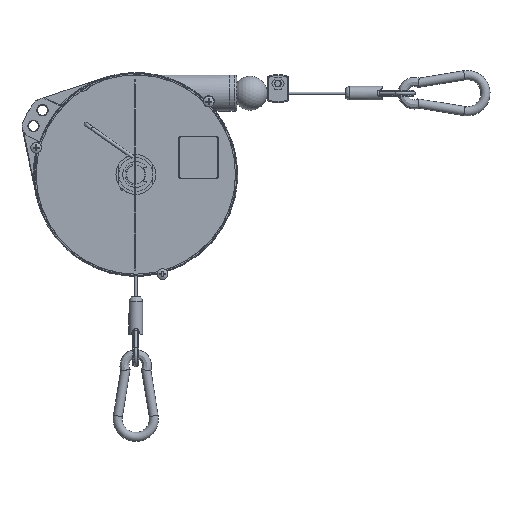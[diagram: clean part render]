
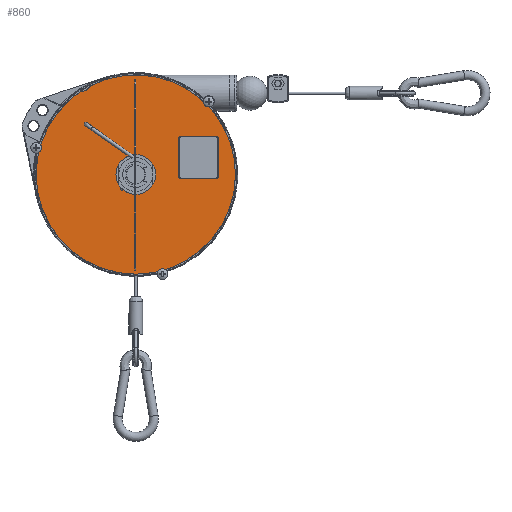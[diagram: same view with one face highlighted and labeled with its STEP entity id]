
A CAD part, left-side view. The second image highlights one B-rep face of the part: STEP entity #860.
In plain terms, the highlighted face is planar.
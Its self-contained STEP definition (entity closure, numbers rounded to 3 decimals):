
#860 = ADVANCED_FACE( '', ( #1767, #1768, #1769 ), #1770, .F. );
#1767 = FACE_BOUND( '', #3833, .T. );
#1768 = FACE_BOUND( '', #3834, .T. );
#1769 = FACE_OUTER_BOUND( '', #3835, .T. );
#1770 = PLANE( '', #3836 );
#3833 = EDGE_LOOP( '', ( #8801 ) );
#3834 = EDGE_LOOP( '', ( #8802, #8803, #8804, #8805, #8806, #8807, #8808, #8809 ) );
#3835 = EDGE_LOOP( '', ( #8810, #8811 ) );
#3836 = AXIS2_PLACEMENT_3D( '', #8812, #8813, #8814 );
#8801 = ORIENTED_EDGE( '', *, *, #12029, .T. );
#8802 = ORIENTED_EDGE( '', *, *, #12030, .T. );
#8803 = ORIENTED_EDGE( '', *, *, #12031, .T. );
#8804 = ORIENTED_EDGE( '', *, *, #12032, .T. );
#8805 = ORIENTED_EDGE( '', *, *, #12033, .T. );
#8806 = ORIENTED_EDGE( '', *, *, #12034, .T. );
#8807 = ORIENTED_EDGE( '', *, *, #12019, .T. );
#8808 = ORIENTED_EDGE( '', *, *, #12028, .T. );
#8809 = ORIENTED_EDGE( '', *, *, #12035, .T. );
#8810 = ORIENTED_EDGE( '', *, *, #12036, .F. );
#8811 = ORIENTED_EDGE( '', *, *, #12037, .F. );
#8812 = CARTESIAN_POINT( '', ( 0., 0., 0. ) );
#8813 = DIRECTION( '', ( 0., 1., 0. ) );
#8814 = DIRECTION( '', ( 0., 0., 1. ) );
#12019 = EDGE_CURVE( '', #13441, #13445, #13447, .T. );
#12028 = EDGE_CURVE( '', #13445, #13461, #13463, .T. );
#12029 = EDGE_CURVE( '', #13464, #13464, #13465, .T. );
#12030 = EDGE_CURVE( '', #13466, #13467, #13468, .T. );
#12031 = EDGE_CURVE( '', #13467, #13469, #13470, .T. );
#12032 = EDGE_CURVE( '', #13469, #13471, #13472, .T. );
#12033 = EDGE_CURVE( '', #13471, #13473, #13474, .T. );
#12034 = EDGE_CURVE( '', #13473, #13441, #13475, .T. );
#12035 = EDGE_CURVE( '', #13461, #13466, #13476, .T. );
#12036 = EDGE_CURVE( '', #13477, #13478, #13479, .T. );
#12037 = EDGE_CURVE( '', #13478, #13477, #13480, .F. );
#13441 = VERTEX_POINT( '', #15704 );
#13445 = VERTEX_POINT( '', #15708 );
#13447 = CIRCLE( '', #15710, 1.942 );
#13461 = VERTEX_POINT( '', #15728 );
#13463 = LINE( '', #15730, #15731 );
#13464 = VERTEX_POINT( '', #15732 );
#13465 = CIRCLE( '', #15733, 14.5 );
#13466 = VERTEX_POINT( '', #15734 );
#13467 = VERTEX_POINT( '', #15735 );
#13468 = LINE( '', #15736, #15737 );
#13469 = VERTEX_POINT( '', #15738 );
#13470 = CIRCLE( '', #15739, 1.942 );
#13471 = VERTEX_POINT( '', #15740 );
#13472 = LINE( '', #15741, #15742 );
#13473 = VERTEX_POINT( '', #15743 );
#13474 = CIRCLE( '', #15744, 1.942 );
#13475 = LINE( '', #15745, #15746 );
#13476 = CIRCLE( '', #15747, 1.942 );
#13477 = VERTEX_POINT( '', #15748 );
#13478 = VERTEX_POINT( '', #15749 );
#13479 = CIRCLE( '', #15750, 88. );
#13480 = CIRCLE( '', #15751, 7.5 );
#15704 = CARTESIAN_POINT( '', ( -3.942, 0., -40. ) );
#15708 = CARTESIAN_POINT( '', ( -2., 0., -38.058 ) );
#15710 = AXIS2_PLACEMENT_3D( '', #22408, #22409, #22410 );
#15728 = CARTESIAN_POINT( '', ( 32., 0., -38.058 ) );
#15730 = CARTESIAN_POINT( '', ( 0., 0., -38.058 ) );
#15731 = VECTOR( '', #22427, 1000. );
#15732 = CARTESIAN_POINT( '', ( 0., 0., -14.5 ) );
#15733 = AXIS2_PLACEMENT_3D( '', #22428, #22429, #22430 );
#15734 = CARTESIAN_POINT( '', ( 33.942, 0., -40. ) );
#15735 = CARTESIAN_POINT( '', ( 33.942, 0., -71. ) );
#15736 = CARTESIAN_POINT( '', ( 33.942, 0., 0. ) );
#15737 = VECTOR( '', #22431, 1000. );
#15738 = CARTESIAN_POINT( '', ( 32., 0., -72.942 ) );
#15739 = AXIS2_PLACEMENT_3D( '', #22432, #22433, #22434 );
#15740 = CARTESIAN_POINT( '', ( -2., 0., -72.942 ) );
#15741 = CARTESIAN_POINT( '', ( 0., 0., -72.942 ) );
#15742 = VECTOR( '', #22435, 1000. );
#15743 = CARTESIAN_POINT( '', ( -3.942, 0., -71. ) );
#15744 = AXIS2_PLACEMENT_3D( '', #22436, #22437, #22438 );
#15745 = CARTESIAN_POINT( '', ( -3.942, 0., 0. ) );
#15746 = VECTOR( '', #22439, 1000. );
#15747 = AXIS2_PLACEMENT_3D( '', #22440, #22441, #22442 );
#15748 = CARTESIAN_POINT( '', ( 78.562, 0., 39.648 ) );
#15749 = CARTESIAN_POINT( '', ( 73.617, 0., 48.213 ) );
#15750 = AXIS2_PLACEMENT_3D( '', #22443, #22444, #22445 );
#15751 = AXIS2_PLACEMENT_3D( '', #22446, #22447, #22448 );
#22408 = CARTESIAN_POINT( '', ( -2., 0., -40. ) );
#22409 = DIRECTION( '', ( 0., 1., 0. ) );
#22410 = DIRECTION( '', ( 0., 0., 1. ) );
#22427 = DIRECTION( '', ( 1., 0., 0. ) );
#22428 = CARTESIAN_POINT( '', ( 0., 0., 0. ) );
#22429 = DIRECTION( '', ( 0., 1., 0. ) );
#22430 = DIRECTION( '', ( 0., 0., -1. ) );
#22431 = DIRECTION( '', ( 0., 0., -1. ) );
#22432 = CARTESIAN_POINT( '', ( 32., 0., -71. ) );
#22433 = DIRECTION( '', ( 0., 1., 0. ) );
#22434 = DIRECTION( '', ( 0., 0., 1. ) );
#22435 = DIRECTION( '', ( -1., 0., 0. ) );
#22436 = CARTESIAN_POINT( '', ( -2., 0., -71. ) );
#22437 = DIRECTION( '', ( 0., 1., 0. ) );
#22438 = DIRECTION( '', ( 0., 0., 1. ) );
#22439 = DIRECTION( '', ( 0., 0., 1. ) );
#22440 = CARTESIAN_POINT( '', ( 32., 0., -40. ) );
#22441 = DIRECTION( '', ( 0., 1., 0. ) );
#22442 = DIRECTION( '', ( 0., 0., 1. ) );
#22443 = CARTESIAN_POINT( '', ( 0., 0., 0. ) );
#22444 = DIRECTION( '', ( 0., 1., 0. ) );
#22445 = DIRECTION( '', ( 1., 0., 0. ) );
#22446 = CARTESIAN_POINT( '', ( 80.973, 0., 46.75 ) );
#22447 = DIRECTION( '', ( 0., 1., 0. ) );
#22448 = DIRECTION( '', ( 0., 0., 1. ) );
